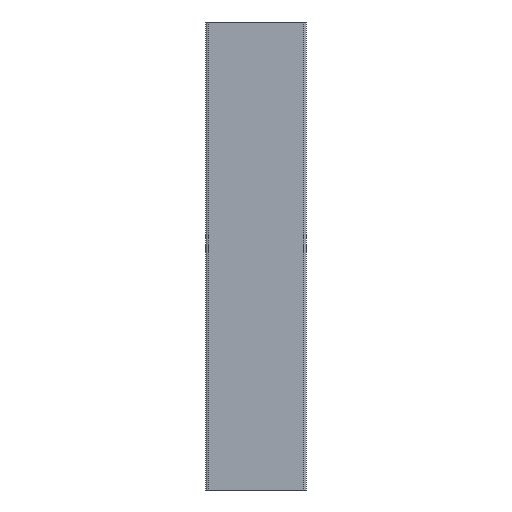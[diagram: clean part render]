
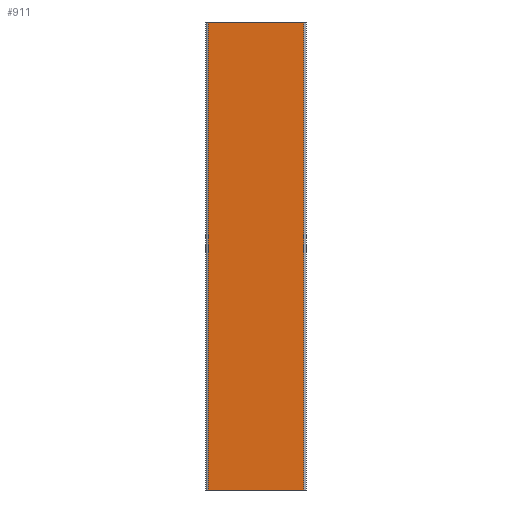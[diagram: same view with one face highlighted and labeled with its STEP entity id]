
A CAD part, front view. The second image highlights one B-rep face of the part: STEP entity #911.
In plain terms, the highlighted planar face has unit normal (0, -1, 0).
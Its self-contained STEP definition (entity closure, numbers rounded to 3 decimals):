
#31=PLANE('',#1005);
#69=FACE_OUTER_BOUND('',#116,.T.);
#116=EDGE_LOOP('',(#692,#693,#694,#695));
#191=LINE('',#1466,#284);
#192=LINE('',#1469,#285);
#193=LINE('',#1471,#286);
#194=LINE('',#1472,#287);
#284=VECTOR('',#1192,10.);
#285=VECTOR('',#1195,10.);
#286=VECTOR('',#1196,10.);
#287=VECTOR('',#1197,10.);
#419=VERTEX_POINT('',#1462);
#420=VERTEX_POINT('',#1464);
#421=VERTEX_POINT('',#1468);
#422=VERTEX_POINT('',#1470);
#533=EDGE_CURVE('',#419,#420,#191,.T.);
#534=EDGE_CURVE('',#421,#419,#192,.T.);
#535=EDGE_CURVE('',#422,#420,#193,.T.);
#536=EDGE_CURVE('',#421,#422,#194,.T.);
#692=ORIENTED_EDGE('',*,*,#534,.T.);
#693=ORIENTED_EDGE('',*,*,#533,.T.);
#694=ORIENTED_EDGE('',*,*,#535,.F.);
#695=ORIENTED_EDGE('',*,*,#536,.F.);
#911=ADVANCED_FACE('',(#69),#31,.T.);
#1005=AXIS2_PLACEMENT_3D('',#1467,#1193,#1194);
#1192=DIRECTION('',(0.,0.,1.));
#1193=DIRECTION('center_axis',(0.,-1.,0.));
#1194=DIRECTION('ref_axis',(1.,0.,0.));
#1195=DIRECTION('',(1.,0.,0.));
#1196=DIRECTION('',(1.,0.,0.));
#1197=DIRECTION('',(0.,0.,1.));
#1462=CARTESIAN_POINT('',(14.5,-6.5,0.));
#1464=CARTESIAN_POINT('',(14.5,-6.5,100.));
#1466=CARTESIAN_POINT('',(14.5,-6.5,0.));
#1467=CARTESIAN_POINT('Origin',(-6.,-6.5,0.));
#1468=CARTESIAN_POINT('',(-6.,-6.5,0.));
#1469=CARTESIAN_POINT('',(-6.,-6.5,0.));
#1470=CARTESIAN_POINT('',(-6.,-6.5,100.));
#1471=CARTESIAN_POINT('',(-6.,-6.5,100.));
#1472=CARTESIAN_POINT('',(-6.,-6.5,0.));
